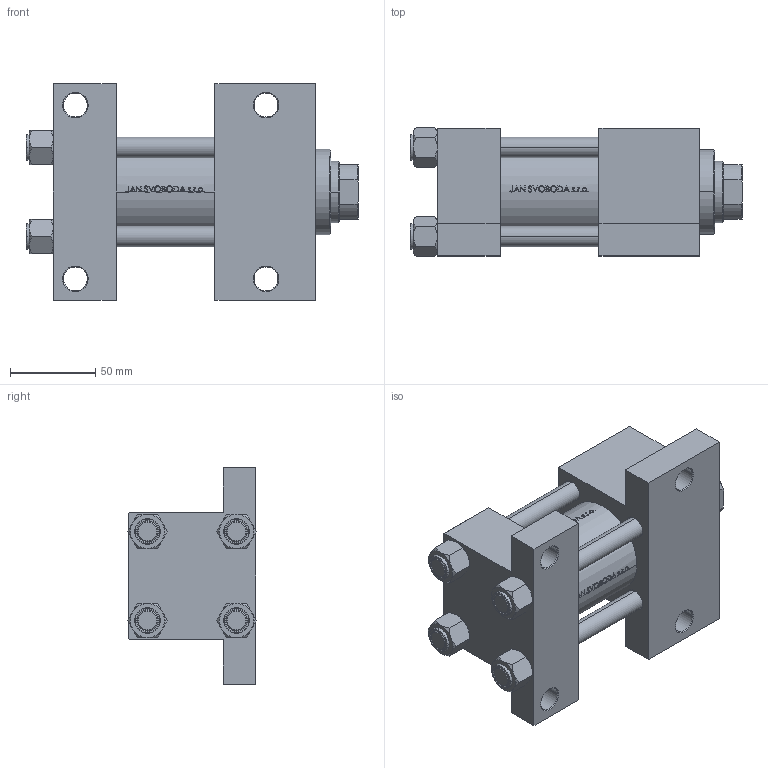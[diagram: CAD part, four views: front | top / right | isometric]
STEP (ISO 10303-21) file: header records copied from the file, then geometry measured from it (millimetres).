
FILE_DESCRIPTION (( 'STEP AP203' ), '1' );
FILE_NAME ('ee29.STEP', '2022-04-15T09:34:38', ( '' ), ( '' ), 'SwSTEP 2.0', 'SolidWorks 2019', '' );
FILE_SCHEMA (( 'CONFIG_CONTROL_DESIGN' ));
Length unit declared in the file: millimetre
Products named in the file (6): V215_VC_A 6a9e623f69f3aff3472b3ee4be8dceac; V215CR_VCP_G 6a9e623f69f3aff3472b3ee4be8dceac; V215CR_G_TYCINKA 6a9e623f69f3aff3472b3ee4be8dceac; ee29; V215CR_G_Body 6a9e623f69f3aff3472b3ee4be8dceac; NUT_M5_G 6a9e623f69f3aff3472b3ee4be8dceac
Assembly tree (15 placements, depth 2):
  ee29
    V215CR_G_Body 6a9e623f69f3aff3472b3ee4be8dceac
    V215CR_VCP_G 6a9e623f69f3aff3472b3ee4be8dceac
    V215CR_G_TYCINKA 6a9e623f69f3aff3472b3ee4be8dceac  x6
    NUT_M5_G 6a9e623f69f3aff3472b3ee4be8dceac  x6
    V215_VC_A 6a9e623f69f3aff3472b3ee4be8dceac
Bounding box: 195 x 75.54 x 127 mm (x, y, z)
Volume: 815395.1 mm3; surface area: 181651.8 mm2
Topology: 15 solids, 15 shells, 1168 faces, 2916 edges, 1861 vertices
Faces by surface type: plane 452, bspline 380, cone 188, cylinder 136, torus 12
Entity records: 47544 total; most frequent: CARTESIAN_POINT 25880, ORIENTED_EDGE 4988, DIRECTION 3038, EDGE_CURVE 2494, VERTEX_POINT 1621, LINE 1292, VECTOR 1292, EDGE_LOOP 1067
